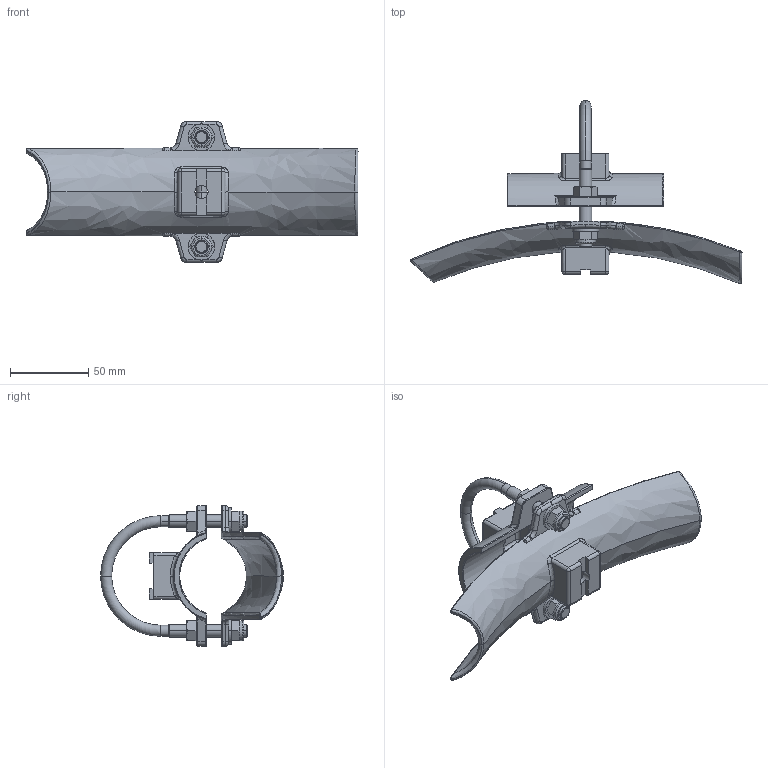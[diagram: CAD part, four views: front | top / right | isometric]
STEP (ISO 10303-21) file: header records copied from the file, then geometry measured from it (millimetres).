
FILE_DESCRIPTION (( 'STEP AP214' ), '1' );
FILE_NAME ('0020346.step', '2022-08-17T07:23:06', ( '' ), ( '' ), 'SwSTEP 2.0', 'SolidWorks 2020', '' );
FILE_SCHEMA (( 'AUTOMOTIVE_DESIGN' ));
Length unit declared in the file: millimetre
Products named in the file (1): 0020346
Bounding box: 212.08 x 116.8 x 90 mm (x, y, z)
Volume: 117562.7 mm3; surface area: 62258.7 mm2
Topology: 1 solids, 3 shells, 487 faces, 1154 edges, 666 vertices
Faces by surface type: cylinder 142, plane 107, bspline 104, cone 68, torus 54, sphere 12
Entity records: 28986 total; most frequent: CARTESIAN_POINT 13365, ORIENTED_EDGE 2268, DIRECTION 1970, EDGE_CURVE 1134, AXIS2_PLACEMENT_3D 830, VERTEX_POINT 666, EDGE_LOOP 520, UNCERTAINTY_MEASURE_WITH_UNIT 490
